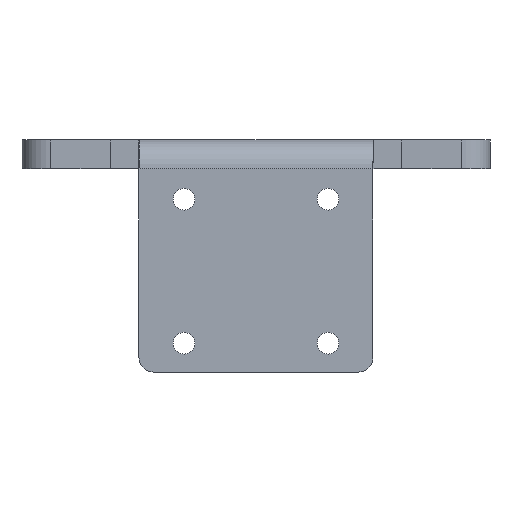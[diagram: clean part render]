
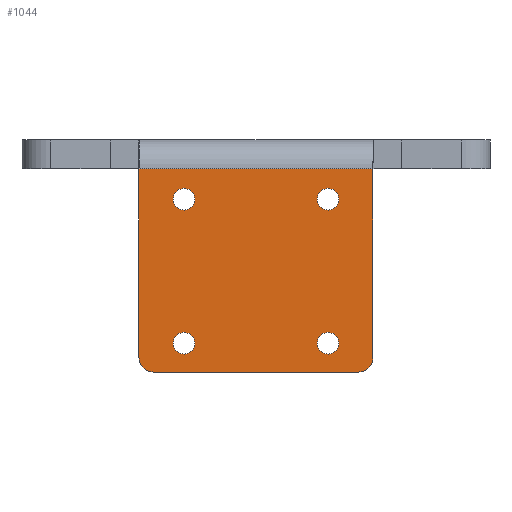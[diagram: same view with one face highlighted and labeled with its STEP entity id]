
A CAD part, left-side view. The second image highlights one B-rep face of the part: STEP entity #1044.
In plain terms, the highlighted planar face has unit normal (-1, 0, 0).
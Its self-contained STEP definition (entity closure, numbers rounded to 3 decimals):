
#27=FACE_BOUND('',#171,.T.);
#28=FACE_BOUND('',#172,.T.);
#29=FACE_BOUND('',#173,.T.);
#30=FACE_BOUND('',#174,.T.);
#104=FACE_OUTER_BOUND('',#170,.T.);
#170=EDGE_LOOP('',(#917,#918,#919,#920,#921,#922));
#171=EDGE_LOOP('',(#923));
#172=EDGE_LOOP('',(#924));
#173=EDGE_LOOP('',(#925));
#174=EDGE_LOOP('',(#926));
#193=LINE('',#1511,#289);
#271=LINE('',#1739,#367);
#272=LINE('',#1743,#368);
#273=LINE('',#1746,#369);
#289=VECTOR('',#1201,10.);
#367=VECTOR('',#1433,10.);
#368=VECTOR('',#1436,10.);
#369=VECTOR('',#1439,10.);
#421=CIRCLE('',#1159,2.);
#422=CIRCLE('',#1160,2.);
#423=CIRCLE('',#1161,1.5);
#424=CIRCLE('',#1162,1.5);
#425=CIRCLE('',#1163,1.5);
#426=CIRCLE('',#1164,1.5);
#433=VERTEX_POINT('',#1493);
#438=VERTEX_POINT('',#1503);
#513=VERTEX_POINT('',#1738);
#514=VERTEX_POINT('',#1740);
#515=VERTEX_POINT('',#1742);
#516=VERTEX_POINT('',#1744);
#517=VERTEX_POINT('',#1747);
#518=VERTEX_POINT('',#1749);
#519=VERTEX_POINT('',#1751);
#520=VERTEX_POINT('',#1753);
#537=EDGE_CURVE('',#433,#438,#193,.T.);
#651=EDGE_CURVE('',#513,#438,#271,.T.);
#652=EDGE_CURVE('',#514,#513,#421,.T.);
#653=EDGE_CURVE('',#515,#514,#272,.T.);
#654=EDGE_CURVE('',#516,#515,#422,.T.);
#655=EDGE_CURVE('',#433,#516,#273,.T.);
#656=EDGE_CURVE('',#517,#517,#423,.T.);
#657=EDGE_CURVE('',#518,#518,#424,.T.);
#658=EDGE_CURVE('',#519,#519,#425,.T.);
#659=EDGE_CURVE('',#520,#520,#426,.T.);
#917=ORIENTED_EDGE('',*,*,#537,.T.);
#918=ORIENTED_EDGE('',*,*,#651,.F.);
#919=ORIENTED_EDGE('',*,*,#652,.F.);
#920=ORIENTED_EDGE('',*,*,#653,.F.);
#921=ORIENTED_EDGE('',*,*,#654,.F.);
#922=ORIENTED_EDGE('',*,*,#655,.F.);
#923=ORIENTED_EDGE('',*,*,#656,.T.);
#924=ORIENTED_EDGE('',*,*,#657,.T.);
#925=ORIENTED_EDGE('',*,*,#658,.T.);
#926=ORIENTED_EDGE('',*,*,#659,.T.);
#996=PLANE('',#1158);
#1044=ADVANCED_FACE('',(#104,#27,#28,#29,#30),#996,.T.);
#1158=AXIS2_PLACEMENT_3D('',#1737,#1431,#1432);
#1159=AXIS2_PLACEMENT_3D('',#1741,#1434,#1435);
#1160=AXIS2_PLACEMENT_3D('',#1745,#1437,#1438);
#1161=AXIS2_PLACEMENT_3D('',#1748,#1440,#1441);
#1162=AXIS2_PLACEMENT_3D('',#1750,#1442,#1443);
#1163=AXIS2_PLACEMENT_3D('',#1752,#1444,#1445);
#1164=AXIS2_PLACEMENT_3D('',#1754,#1446,#1447);
#1201=DIRECTION('',(0.,1.,0.));
#1431=DIRECTION('center_axis',(-1.,0.,0.));
#1432=DIRECTION('ref_axis',(0.,0.,1.));
#1433=DIRECTION('',(0.,0.,1.));
#1434=DIRECTION('center_axis',(1.,0.,0.));
#1435=DIRECTION('ref_axis',(0.,1.,0.));
#1436=DIRECTION('',(0.,1.,0.));
#1437=DIRECTION('center_axis',(1.,0.,0.));
#1438=DIRECTION('ref_axis',(0.,0.,-1.));
#1439=DIRECTION('',(0.,0.,-1.));
#1440=DIRECTION('center_axis',(1.,0.,0.));
#1441=DIRECTION('ref_axis',(0.,0.,-1.));
#1442=DIRECTION('center_axis',(1.,0.,0.));
#1443=DIRECTION('ref_axis',(0.,0.,-1.));
#1444=DIRECTION('center_axis',(1.,0.,0.));
#1445=DIRECTION('ref_axis',(0.,0.,-1.));
#1446=DIRECTION('center_axis',(1.,0.,0.));
#1447=DIRECTION('ref_axis',(0.,0.,-1.));
#1493=CARTESIAN_POINT('',(2.899,16.25,-0.001));
#1503=CARTESIAN_POINT('',(2.899,48.75,-0.001));
#1511=CARTESIAN_POINT('',(2.899,24.375,-0.001));
#1737=CARTESIAN_POINT('Origin',(2.899,32.5,-12.517));
#1738=CARTESIAN_POINT('',(2.899,48.75,-26.235));
#1739=CARTESIAN_POINT('',(2.899,48.75,2.765));
#1740=CARTESIAN_POINT('',(2.899,46.75,-28.235));
#1741=CARTESIAN_POINT('Origin',(2.899,46.75,-26.235));
#1742=CARTESIAN_POINT('',(2.899,18.25,-28.235));
#1743=CARTESIAN_POINT('',(2.899,46.75,-28.235));
#1744=CARTESIAN_POINT('',(2.899,16.25,-26.235));
#1745=CARTESIAN_POINT('Origin',(2.899,18.25,-26.235));
#1746=CARTESIAN_POINT('',(2.899,16.25,-26.235));
#1747=CARTESIAN_POINT('',(2.899,22.5,-2.735));
#1748=CARTESIAN_POINT('Origin',(2.899,22.5,-4.235));
#1749=CARTESIAN_POINT('',(2.899,42.5,-2.735));
#1750=CARTESIAN_POINT('Origin',(2.899,42.5,-4.235));
#1751=CARTESIAN_POINT('',(2.899,42.5,-22.735));
#1752=CARTESIAN_POINT('Origin',(2.899,42.5,-24.235));
#1753=CARTESIAN_POINT('',(2.899,22.5,-22.735));
#1754=CARTESIAN_POINT('Origin',(2.899,22.5,-24.235));
